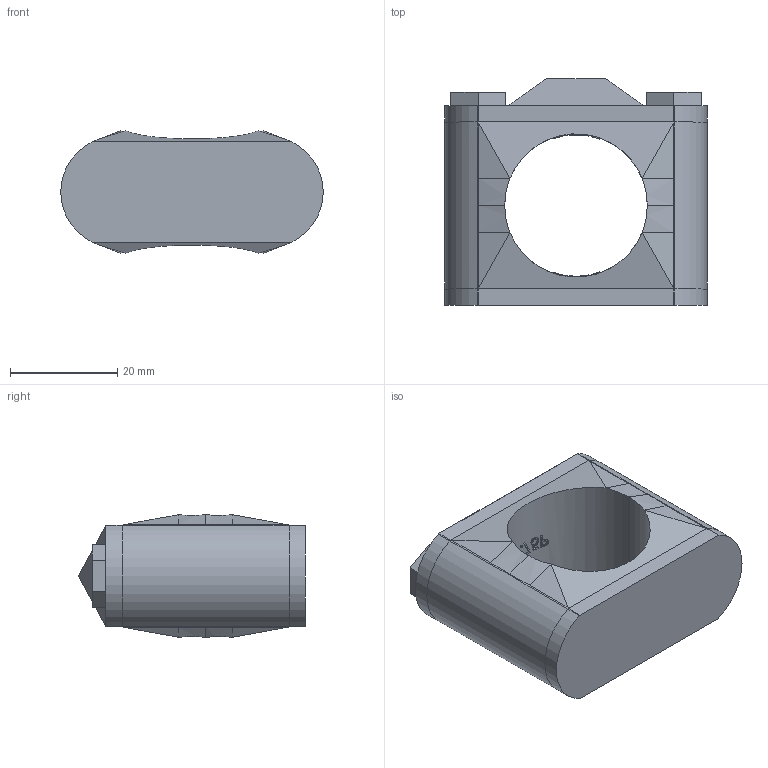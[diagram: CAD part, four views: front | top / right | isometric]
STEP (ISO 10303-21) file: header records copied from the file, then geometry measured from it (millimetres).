
FILE_DESCRIPTION (( 'STEP AP214' ), '1' );
FILE_NAME ('CSDW075PXXXSA.STEP', '2019-04-16T17:07:57', ( '' ), ( '' ), 'SwSTEP 2.0', 'SolidWorks 2013', '' );
FILE_SCHEMA (( 'AUTOMOTIVE_DESIGN' ));
Length unit declared in the file: millimetre
Products named in the file (1): CSDW075PXXXSA
Bounding box: 49.02 x 42.37 x 22.86 mm (x, y, z)
Surface area: 10394.6 mm2 (no closed solid volume)
Topology: 0 solids, 3 shells, 177 faces, 489 edges, 322 vertices
Faces by surface type: bspline 75, plane 64, cylinder 38
Entity records: 14944 total; most frequent: CARTESIAN_POINT 9193, ORIENTED_EDGE 926, DIRECTION 499, EDGE_CURVE 489, VERTEX_POINT 322, B_SPLINE_CURVE_WITH_KNOTS 260, EDGE_LOOP 198, UNCERTAINTY_MEASURE_WITH_UNIT 179
